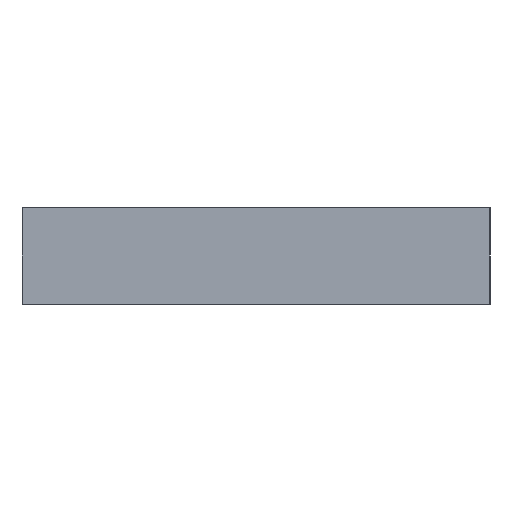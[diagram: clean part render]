
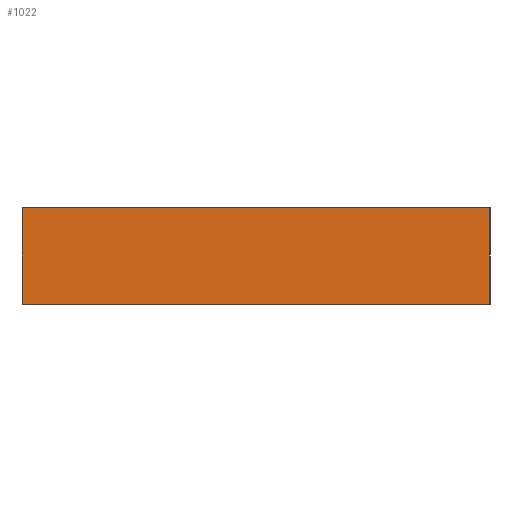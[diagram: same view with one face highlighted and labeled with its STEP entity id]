
A CAD part, left-side view. The second image highlights one B-rep face of the part: STEP entity #1022.
In plain terms, the highlighted planar face has unit normal (-1, 0, 0).
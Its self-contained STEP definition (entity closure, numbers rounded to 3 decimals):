
#32 = DIRECTION ( 'NONE',  ( 0., 0., -1. ) ) ;
#71 = VERTEX_POINT ( 'NONE', #684 ) ;
#81 = EDGE_CURVE ( 'NONE', #892, #399, #587, .T. ) ;
#132 = VECTOR ( 'NONE', #664, 1000. ) ;
#141 = CARTESIAN_POINT ( 'NONE',  ( -42.5, -29., 12. ) ) ;
#224 = LINE ( 'NONE', #761, #805 ) ;
#308 = EDGE_CURVE ( 'NONE', #831, #399, #224, .T. ) ;
#356 = EDGE_CURVE ( 'NONE', #71, #831, #577, .T. ) ;
#377 = EDGE_CURVE ( 'NONE', #71, #892, #539, .T. ) ;
#390 = PLANE ( 'NONE',  #753 ) ;
#399 = VERTEX_POINT ( 'NONE', #487 ) ;
#445 = CARTESIAN_POINT ( 'NONE',  ( -42.5, 29., 0. ) ) ;
#476 = DIRECTION ( 'NONE',  ( 1., 0., 0. ) ) ;
#487 = CARTESIAN_POINT ( 'NONE',  ( -42.5, -29., 0. ) ) ;
#539 = LINE ( 'NONE', #791, #706 ) ;
#542 = DIRECTION ( 'NONE',  ( 0., -1., 0. ) ) ;
#548 = ORIENTED_EDGE ( 'NONE', *, *, #356, .F. ) ;
#577 = LINE ( 'NONE', #870, #132 ) ;
#587 = LINE ( 'NONE', #985, #751 ) ;
#595 = CARTESIAN_POINT ( 'NONE',  ( -42.5, -29., 12. ) ) ;
#664 = DIRECTION ( 'NONE',  ( 0., -1., 0. ) ) ;
#684 = CARTESIAN_POINT ( 'NONE',  ( -42.5, 29., 12. ) ) ;
#706 = VECTOR ( 'NONE', #971, 1000. ) ;
#730 = ORIENTED_EDGE ( 'NONE', *, *, #377, .T. ) ;
#751 = VECTOR ( 'NONE', #542, 1000. ) ;
#753 = AXIS2_PLACEMENT_3D ( 'NONE', #141, #476, #997 ) ;
#761 = CARTESIAN_POINT ( 'NONE',  ( -42.5, -29., 12. ) ) ;
#785 = ORIENTED_EDGE ( 'NONE', *, *, #81, .T. ) ;
#791 = CARTESIAN_POINT ( 'NONE',  ( -42.5, 29., 12. ) ) ;
#805 = VECTOR ( 'NONE', #32, 1000. ) ;
#831 = VERTEX_POINT ( 'NONE', #595 ) ;
#870 = CARTESIAN_POINT ( 'NONE',  ( -42.5, -29., 12. ) ) ;
#892 = VERTEX_POINT ( 'NONE', #445 ) ;
#920 = ORIENTED_EDGE ( 'NONE', *, *, #308, .F. ) ;
#941 = EDGE_LOOP ( 'NONE', ( #785, #920, #548, #730 ) ) ;
#971 = DIRECTION ( 'NONE',  ( 0., 0., -1. ) ) ;
#985 = CARTESIAN_POINT ( 'NONE',  ( -42.5, -29., 0. ) ) ;
#997 = DIRECTION ( 'NONE',  ( 0., 0., -1. ) ) ;
#1003 = FACE_OUTER_BOUND ( 'NONE', #941, .T. ) ;
#1022 = ADVANCED_FACE ( 'NONE', ( #1003 ), #390, .F. ) ;
